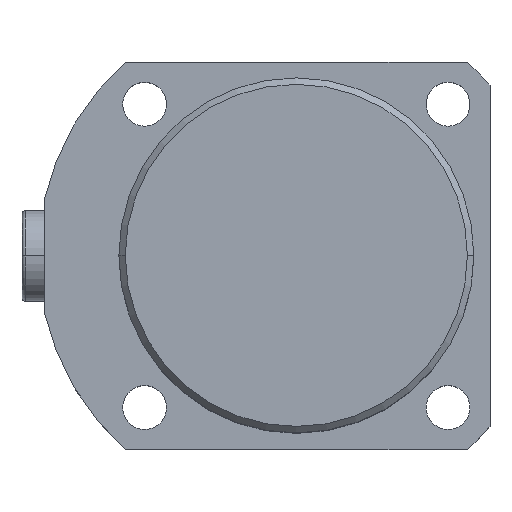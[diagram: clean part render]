
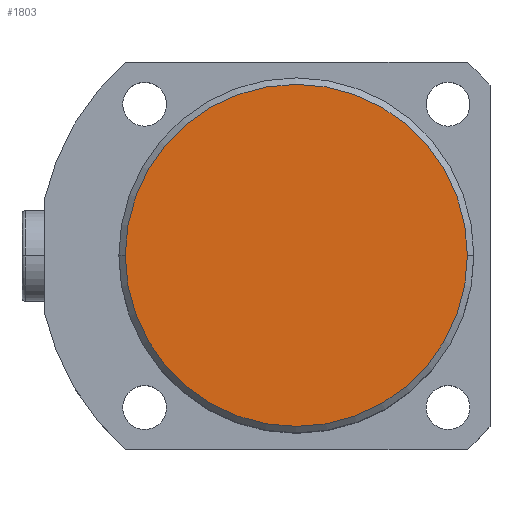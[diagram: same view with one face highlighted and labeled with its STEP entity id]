
A CAD part, top view. The second image highlights one B-rep face of the part: STEP entity #1803.
In plain terms, the highlighted planar face has unit normal (0, 0, 1).
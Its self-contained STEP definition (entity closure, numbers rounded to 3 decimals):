
#143 = CIRCLE ( 'NONE', #783, 26.5 ) ;
#181 = VERTEX_POINT ( 'NONE', #438 ) ;
#204 = VERTEX_POINT ( 'NONE', #371 ) ;
#366 = DIRECTION ( 'NONE',  ( 1., 0., 0. ) ) ;
#367 = DIRECTION ( 'NONE',  ( 0., 0., 1. ) ) ;
#368 = CARTESIAN_POINT ( 'NONE',  ( 0., 0., 70. ) ) ;
#371 = CARTESIAN_POINT ( 'NONE',  ( 26.5, 0., 70. ) ) ;
#438 = CARTESIAN_POINT ( 'NONE',  ( -26.5, 0., 70. ) ) ;
#511 = EDGE_CURVE ( 'NONE', #204, #181, #143, .T. ) ;
#716 = AXIS2_PLACEMENT_3D ( 'NONE', #3482, #3480, #3479 ) ;
#783 = AXIS2_PLACEMENT_3D ( 'NONE', #368, #367, #366 ) ;
#867 = AXIS2_PLACEMENT_3D ( 'NONE', #2870, #2859, #2858 ) ;
#1182 = ORIENTED_EDGE ( 'NONE', *, *, #511, .T. ) ;
#1234 = ORIENTED_EDGE ( 'NONE', *, *, #1967, .T. ) ;
#1274 = EDGE_LOOP ( 'NONE', ( #1234, #1182 ) ) ;
#1719 = CIRCLE ( 'NONE', #716, 26.5 ) ;
#1803 = ADVANCED_FACE ( 'NONE', ( #2170 ), #2861, .T. ) ;
#1967 = EDGE_CURVE ( 'NONE', #181, #204, #1719, .T. ) ;
#2170 = FACE_OUTER_BOUND ( 'NONE', #1274, .T. ) ;
#2858 = DIRECTION ( 'NONE',  ( 1., 0., 0. ) ) ;
#2859 = DIRECTION ( 'NONE',  ( 0., 0., 1. ) ) ;
#2861 = PLANE ( 'NONE',  #867 ) ;
#2870 = CARTESIAN_POINT ( 'NONE',  ( 0., 0., 70. ) ) ;
#3479 = DIRECTION ( 'NONE',  ( 1., 0., 0. ) ) ;
#3480 = DIRECTION ( 'NONE',  ( 0., 0., 1. ) ) ;
#3482 = CARTESIAN_POINT ( 'NONE',  ( 0., 0., 70. ) ) ;
